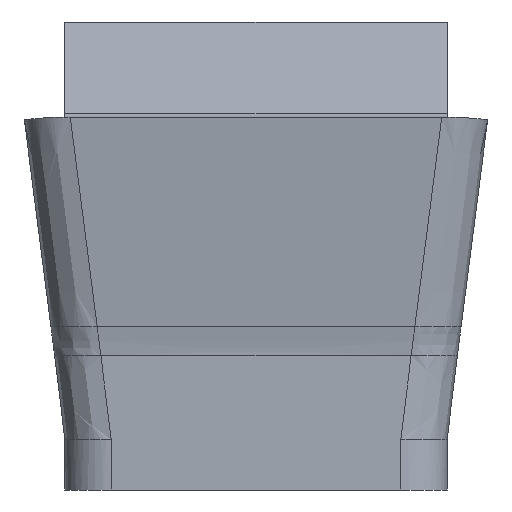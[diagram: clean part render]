
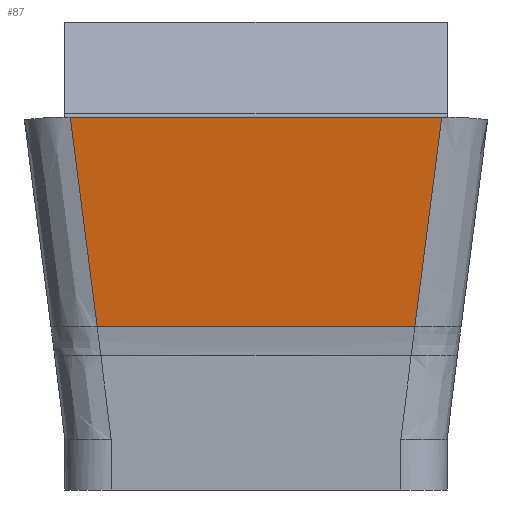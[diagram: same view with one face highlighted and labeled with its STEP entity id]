
A CAD part, front view. The second image highlights one B-rep face of the part: STEP entity #87.
In plain terms, the highlighted planar face has unit normal (0, -0.993, -0.122).
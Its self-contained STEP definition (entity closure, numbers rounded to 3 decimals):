
#87=ADVANCED_FACE('SIDE_FP_AN_SU1',(#155),#127,.T.);
#127=PLANE('',#943);
#155=FACE_OUTER_BOUND('',#203,.T.);
#203=EDGE_LOOP('',(#345,#346,#347,#348));
#345=ORIENTED_EDGE('',*,*,#669,.F.);
#346=ORIENTED_EDGE('',*,*,#667,.T.);
#347=ORIENTED_EDGE('',*,*,#670,.F.);
#348=ORIENTED_EDGE('',*,*,#663,.T.);
#564=VERTEX_POINT('',#1514);
#565=VERTEX_POINT('',#1519);
#567=VERTEX_POINT('',#1563);
#568=VERTEX_POINT('',#1568);
#663=EDGE_CURVE('',#565,#564,#863,.T.);
#667=EDGE_CURVE('',#568,#567,#867,.T.);
#669=EDGE_CURVE('',#568,#564,#753,.T.);
#670=EDGE_CURVE('',#565,#567,#754,.T.);
#753=LINE('',#1597,#807);
#754=LINE('',#1598,#808);
#807=VECTOR('',#1039,1.);
#808=VECTOR('',#1040,1.);
#863=B_SPLINE_CURVE_WITH_KNOTS('',3,(#1515,#1516,#1517,#1518),
 .UNSPECIFIED.,.F.,.F.,(4,4),(0.,1.),.UNSPECIFIED.);
#867=B_SPLINE_CURVE_WITH_KNOTS('',3,(#1564,#1565,#1566,#1567),
 .UNSPECIFIED.,.F.,.F.,(4,4),(0.,1.),.UNSPECIFIED.);
#943=AXIS2_PLACEMENT_3D('',#1599,#1041,#1042);
#1039=DIRECTION('',(1.,0.,0.));
#1040=DIRECTION('',(-1.,0.,0.));
#1041=DIRECTION('',(0.,-0.993,-0.122));
#1042=DIRECTION('',(-1.,0.,0.));
#1514=CARTESIAN_POINT('',(3.206,-15.107,0.047));
#1515=CARTESIAN_POINT('',(2.742,-14.662,-3.572));
#1516=CARTESIAN_POINT('',(2.897,-14.81,-2.366));
#1517=CARTESIAN_POINT('',(3.051,-14.958,-1.159));
#1518=CARTESIAN_POINT('',(3.206,-15.107,0.047));
#1519=CARTESIAN_POINT('',(2.742,-14.662,-3.572));
#1563=CARTESIAN_POINT('',(-2.742,-14.662,-3.572));
#1564=CARTESIAN_POINT('',(-3.206,-15.107,0.047));
#1565=CARTESIAN_POINT('',(-3.051,-14.958,-1.159));
#1566=CARTESIAN_POINT('',(-2.897,-14.81,-2.366));
#1567=CARTESIAN_POINT('',(-2.742,-14.662,-3.572));
#1568=CARTESIAN_POINT('',(-3.206,-15.107,0.047));
#1597=CARTESIAN_POINT('',(-16.,-15.107,0.047));
#1598=CARTESIAN_POINT('',(0.,-14.662,-3.572));
#1599=CARTESIAN_POINT('',(0.,-15.677,4.689));
